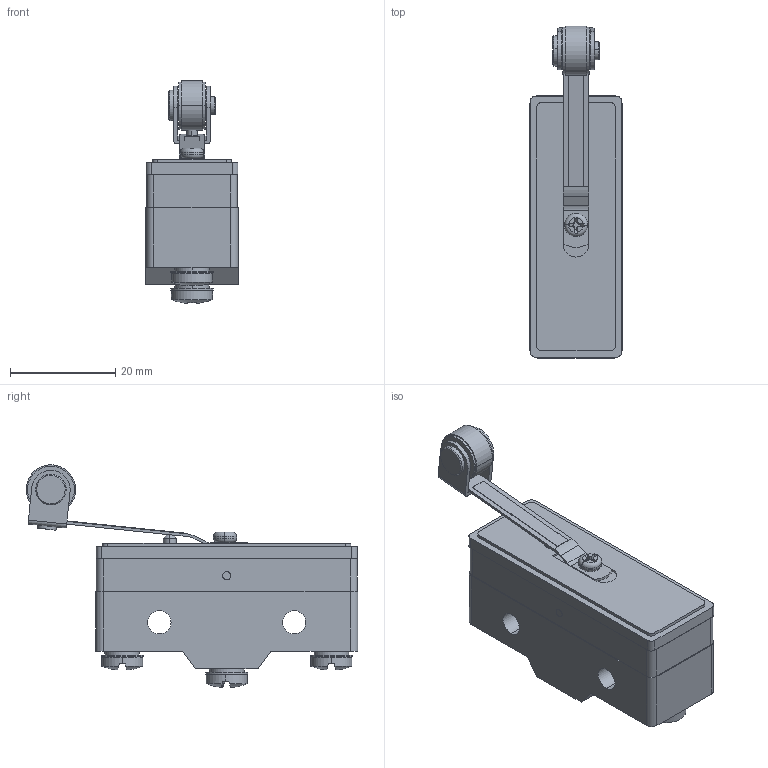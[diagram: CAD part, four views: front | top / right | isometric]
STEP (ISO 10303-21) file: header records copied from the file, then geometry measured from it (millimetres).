
FILE_DESCRIPTION(/* description */ (''),/* implementation_level */ '2;1');
FILE_NAME(/* name */ 'CM-1303.stp',/* time_stamp */ '2022-11-02T09:59:37+08:00',/* author */ (''),/* organization */ (''),/* preprocessor_version */ 'ST-DEVELOPER v16.7',/* originating_system */ 'SIEMENS PLM Software NX 12.0',/* authorisation */ '');
FILE_SCHEMA (('AUTOMOTIVE_DESIGN { 1 0 10303 214 3 1 1 1 }'));
Products named in the file (1): Admi1E24C2C1p8ve
Bounding box: 17.48 x 62.93 x 42.19 mm (x, y, z)
Volume: 13000.6 mm3; surface area: 13140.7 mm2
Topology: 19 solids, 19 shells, 1725 faces, 4667 edges, 3014 vertices
Faces by surface type: cylinder 786, plane 731, cone 150, bspline 46, sphere 8, torus 4
Entity records: 71490 total; most frequent: CARTESIAN_POINT 26974, ORIENTED_EDGE 9318, DIRECTION 8947, EDGE_CURVE 4659, AXIS2_PLACEMENT_3D 3221, VERTEX_POINT 3014, LINE 2505, VECTOR 2505
